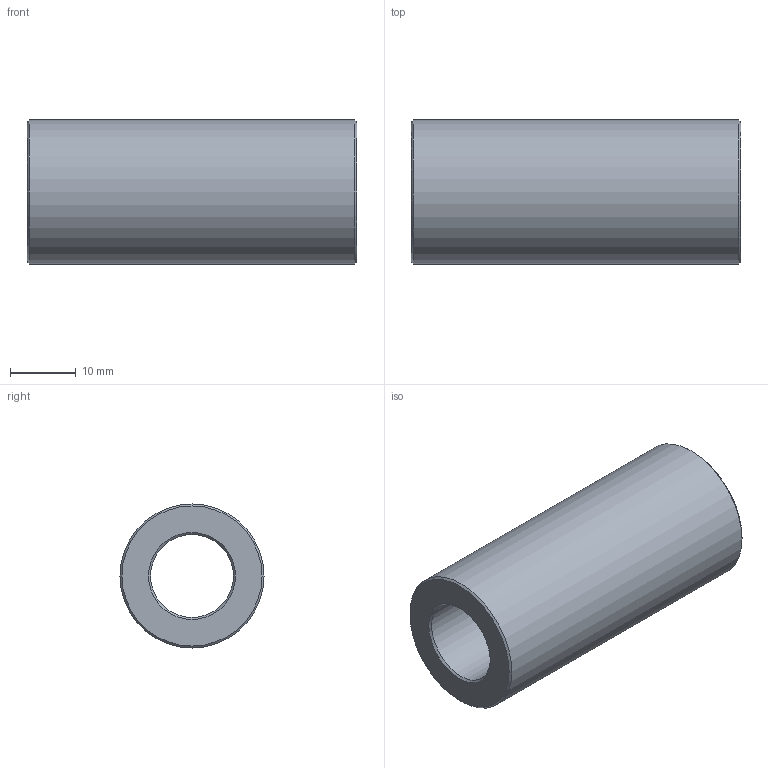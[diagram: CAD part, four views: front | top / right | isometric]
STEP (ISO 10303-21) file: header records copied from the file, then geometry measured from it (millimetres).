
FILE_DESCRIPTION(('FreeCAD Model'),'2;1');
FILE_NAME('Open CASCADE Shape Model','2024-03-27T15:55:01',(''),(''), 'Open CASCADE STEP processor 7.6','FreeCAD','Unknown');
FILE_SCHEMA(('AUTOMOTIVE_DESIGN { 1 0 10303 214 1 1 1 1 }'));
Length unit declared in the file: millimetre
Products named in the file (1): Spacer BUD FRE PLN BU01.75x04.00 - SPN-SPR-0273 (stemfie.org)
Bounding box: 50 x 21.88 x 21.88 mm (x, y, z)
Volume: 12547 mm3; surface area: 5880 mm2
Topology: 1 solids, 1 shells, 459 faces, 1274 edges, 848 vertices
Faces by surface type: plane 307, extrusion 146, cone 4, cylinder 2
Full cylindrical faces by diameter (mm): 12.6 x1, 21.875 x1
Entity records: 14682 total; most frequent: CARTESIAN_POINT 3458, ORIENTED_EDGE 2548, DIRECTION 1764, EDGE_CURVE 1274, VECTOR 1120, LINE 974, VERTEX_POINT 848, FACE_BOUND 492
